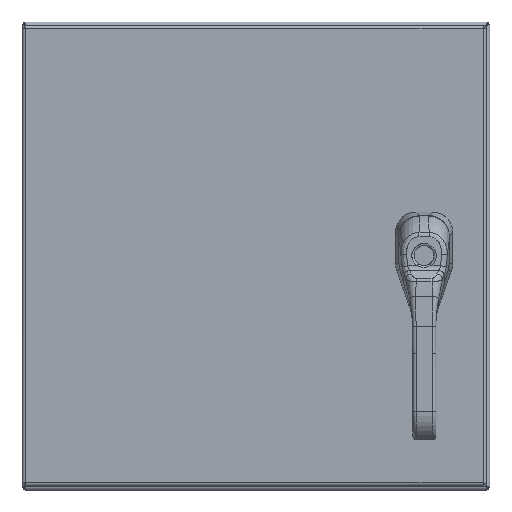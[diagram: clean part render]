
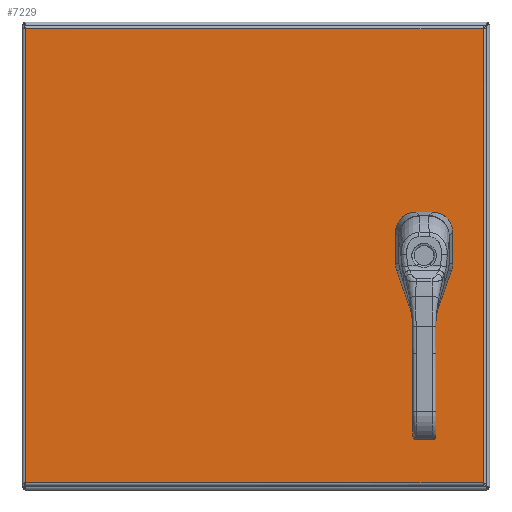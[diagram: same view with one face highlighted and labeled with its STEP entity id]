
A CAD part, top view. The second image highlights one B-rep face of the part: STEP entity #7229.
In plain terms, the highlighted face is planar.
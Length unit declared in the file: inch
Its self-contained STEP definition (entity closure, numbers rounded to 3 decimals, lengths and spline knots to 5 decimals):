
#5459=CARTESIAN_POINT('',(2.33762,8.275,0.0));
#5460=VERTEX_POINT('',#5459);
#5467=CARTESIAN_POINT('',(2.525,8.08762,0.0));
#5468=VERTEX_POINT('',#5467);
#5469=CARTESIAN_POINT('',(2.125,7.875,0.0));
#5470=DIRECTION('',(0.0,0.0,1.0));
#5471=DIRECTION('',(-0.469,-0.883,0.0));
#5472=AXIS2_PLACEMENT_3D('',#5469,#5470,#5471);
#5473=CIRCLE('',#5472,0.453);
#5474=EDGE_CURVE('',#5468,#5460,#5473,.T.);
#5499=CARTESIAN_POINT('',(2.525,7.66238,0.0));
#5500=VERTEX_POINT('',#5499);
#5501=CARTESIAN_POINT('',(2.525,7.66238,0.0));
#5502=DIRECTION('',(0.0,1.0,0.0));
#5503=VECTOR('',#5502,0.42525);
#5504=LINE('',#5501,#5503);
#5505=EDGE_CURVE('',#5500,#5468,#5504,.T.);
#5531=CARTESIAN_POINT('',(2.33762,7.475,0.0));
#5532=VERTEX_POINT('',#5531);
#5533=CARTESIAN_POINT('',(2.125,7.875,0.0));
#5534=DIRECTION('',(0.0,0.0,1.0));
#5535=DIRECTION('',(-0.883,0.469,0.0));
#5536=AXIS2_PLACEMENT_3D('',#5533,#5534,#5535);
#5537=CIRCLE('',#5536,0.453);
#5538=EDGE_CURVE('',#5532,#5500,#5537,.T.);
#5563=CARTESIAN_POINT('',(1.91238,7.475,0.0));
#5564=VERTEX_POINT('',#5563);
#5565=CARTESIAN_POINT('',(1.91238,7.475,0.0));
#5566=DIRECTION('',(1.0,0.0,0.0));
#5567=VECTOR('',#5566,0.42525);
#5568=LINE('',#5565,#5567);
#5569=EDGE_CURVE('',#5564,#5532,#5568,.T.);
#5595=CARTESIAN_POINT('',(1.725,7.66238,0.0));
#5596=VERTEX_POINT('',#5595);
#5597=CARTESIAN_POINT('',(2.125,7.875,0.0));
#5598=DIRECTION('',(0.0,0.0,1.0));
#5599=DIRECTION('',(0.469,0.883,0.0));
#5600=AXIS2_PLACEMENT_3D('',#5597,#5598,#5599);
#5601=CIRCLE('',#5600,0.453);
#5602=EDGE_CURVE('',#5596,#5564,#5601,.T.);
#5627=CARTESIAN_POINT('',(1.725,8.08762,0.0));
#5628=VERTEX_POINT('',#5627);
#5629=CARTESIAN_POINT('',(1.725,8.08762,0.0));
#5630=DIRECTION('',(0.0,-1.0,0.0));
#5631=VECTOR('',#5630,0.42525);
#5632=LINE('',#5629,#5631);
#5633=EDGE_CURVE('',#5628,#5596,#5632,.T.);
#5659=CARTESIAN_POINT('',(1.91238,8.275,0.0));
#5660=VERTEX_POINT('',#5659);
#5661=CARTESIAN_POINT('',(2.125,7.875,0.0));
#5662=DIRECTION('',(0.0,0.0,1.0));
#5663=DIRECTION('',(0.883,-0.469,0.0));
#5664=AXIS2_PLACEMENT_3D('',#5661,#5662,#5663);
#5665=CIRCLE('',#5664,0.453);
#5666=EDGE_CURVE('',#5660,#5628,#5665,.T.);
#5689=CARTESIAN_POINT('',(2.33762,8.275,0.0));
#5690=DIRECTION('',(-1.0,0.0,0.0));
#5691=VECTOR('',#5690,0.42525);
#5692=LINE('',#5689,#5691);
#5693=EDGE_CURVE('',#5460,#5660,#5692,.T.);
#5715=CARTESIAN_POINT('',(1.985,8.75997,0.0));
#5716=VERTEX_POINT('',#5715);
#5717=CARTESIAN_POINT('',(2.125,8.75997,0.0));
#5718=DIRECTION('',(0.0,0.0,1.0));
#5719=DIRECTION('',(1.0,0.0,0.0));
#5720=AXIS2_PLACEMENT_3D('',#5717,#5718,#5719);
#5721=CIRCLE('',#5720,0.14);
#5722=EDGE_CURVE('',#5716,#5716,#5721,.T.);
#5743=CARTESIAN_POINT('',(1.985,6.98897,0.0));
#5744=VERTEX_POINT('',#5743);
#5745=CARTESIAN_POINT('',(2.125,6.98897,0.0));
#5746=DIRECTION('',(0.0,0.0,1.0));
#5747=DIRECTION('',(1.0,0.0,0.0));
#5748=AXIS2_PLACEMENT_3D('',#5745,#5746,#5747);
#5749=CIRCLE('',#5748,0.14);
#5750=EDGE_CURVE('',#5744,#5744,#5749,.T.);
#5771=CARTESIAN_POINT('',(1.985,6.49697,0.0));
#5772=VERTEX_POINT('',#5771);
#5773=CARTESIAN_POINT('',(2.125,6.49697,0.0));
#5774=DIRECTION('',(0.0,0.0,1.0));
#5775=DIRECTION('',(1.0,0.0,0.0));
#5776=AXIS2_PLACEMENT_3D('',#5773,#5774,#5775);
#5777=CIRCLE('',#5776,0.14);
#5778=EDGE_CURVE('',#5772,#5772,#5777,.T.);
#6228=CARTESIAN_POINT('',(15.76975,0.10525,0.));
#6229=VERTEX_POINT('',#6228);
#6240=CARTESIAN_POINT('',(15.76975,15.64475,0.));
#6241=VERTEX_POINT('',#6240);
#6242=CARTESIAN_POINT('',(15.76975,15.64475,0.0));
#6243=DIRECTION('',(0.0,-1.0,0.0));
#6244=VECTOR('',#6243,15.5395);
#6245=LINE('',#6242,#6244);
#6246=EDGE_CURVE('',#6241,#6229,#6245,.T.);
#6398=CARTESIAN_POINT('',(0.10525,0.10525,0.));
#6399=VERTEX_POINT('',#6398);
#6410=CARTESIAN_POINT('',(15.76975,0.10525,0.0));
#6411=DIRECTION('',(-1.0,0.0,0.0));
#6412=VECTOR('',#6411,15.6645);
#6413=LINE('',#6410,#6412);
#6414=EDGE_CURVE('',#6229,#6399,#6413,.T.);
#6675=CARTESIAN_POINT('',(0.10525,15.64475,0.));
#6676=VERTEX_POINT('',#6675);
#6687=CARTESIAN_POINT('',(0.10525,0.10525,0.0));
#6688=DIRECTION('',(0.0,1.0,0.0));
#6689=VECTOR('',#6688,15.5395);
#6690=LINE('',#6687,#6689);
#6691=EDGE_CURVE('',#6399,#6676,#6690,.T.);
#6956=CARTESIAN_POINT('',(0.10525,15.64475,0.0));
#6957=DIRECTION('',(1.0,0.0,0.0));
#6958=VECTOR('',#6957,15.6645);
#6959=LINE('',#6956,#6958);
#6960=EDGE_CURVE('',#6676,#6241,#6959,.T.);
#7199=CARTESIAN_POINT('',(7.9375,7.875,0.0));
#7200=DIRECTION('',(0.0,0.0,1.0));
#7201=DIRECTION('',(1.0,0.0,0.0));
#7202=AXIS2_PLACEMENT_3D('',#7199,#7200,#7201);
#7203=PLANE('',#7202);
#7204=ORIENTED_EDGE('',*,*,#6246,.T.);
#7205=ORIENTED_EDGE('',*,*,#6414,.T.);
#7206=ORIENTED_EDGE('',*,*,#6691,.T.);
#7207=ORIENTED_EDGE('',*,*,#6960,.T.);
#7208=EDGE_LOOP('',(#7204,#7205,#7206,#7207));
#7209=FACE_OUTER_BOUND('',#7208,.T.);
#7210=ORIENTED_EDGE('',*,*,#5474,.T.);
#7211=ORIENTED_EDGE('',*,*,#5693,.T.);
#7212=ORIENTED_EDGE('',*,*,#5666,.T.);
#7213=ORIENTED_EDGE('',*,*,#5633,.T.);
#7214=ORIENTED_EDGE('',*,*,#5602,.T.);
#7215=ORIENTED_EDGE('',*,*,#5569,.T.);
#7216=ORIENTED_EDGE('',*,*,#5538,.T.);
#7217=ORIENTED_EDGE('',*,*,#5505,.T.);
#7218=EDGE_LOOP('',(#7210,#7211,#7212,#7213,#7214,#7215,#7216,#7217));
#7219=FACE_BOUND('',#7218,.T.);
#7220=ORIENTED_EDGE('',*,*,#5722,.T.);
#7221=EDGE_LOOP('',(#7220));
#7222=FACE_BOUND('',#7221,.T.);
#7223=ORIENTED_EDGE('',*,*,#5750,.T.);
#7224=EDGE_LOOP('',(#7223));
#7225=FACE_BOUND('',#7224,.T.);
#7226=ORIENTED_EDGE('',*,*,#5778,.T.);
#7227=EDGE_LOOP('',(#7226));
#7228=FACE_BOUND('',#7227,.T.);
#7229=ADVANCED_FACE('',(#7209,#7219,#7222,#7225,#7228),#7203,.F.);
